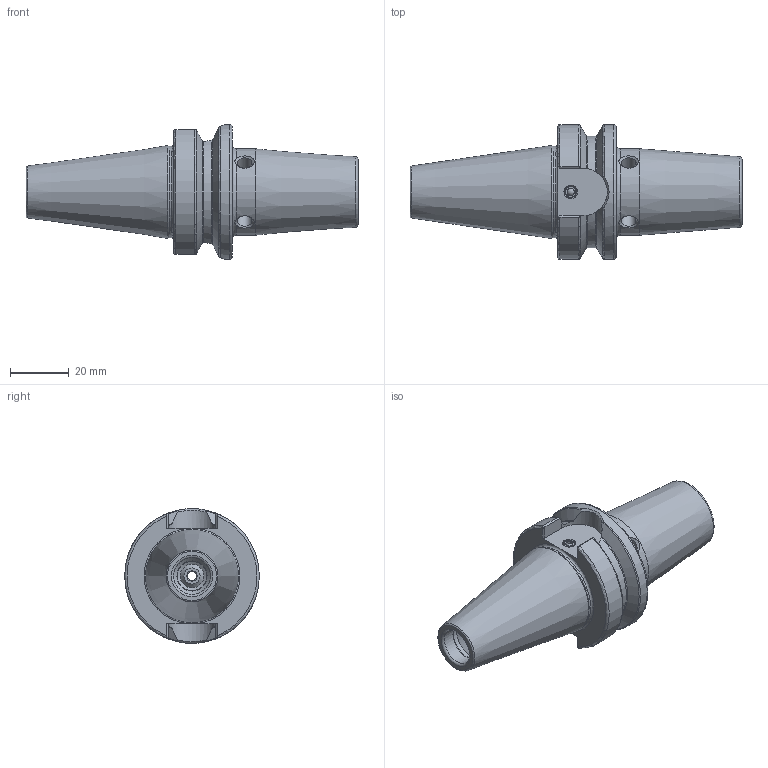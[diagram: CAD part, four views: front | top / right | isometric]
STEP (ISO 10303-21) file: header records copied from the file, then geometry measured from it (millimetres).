
FILE_DESCRIPTION(/* description */ (''),/* implementation_level */ '2;1');
FILE_NAME(/* name */ 'BT30-SF9.525-65K.stp',/* time_stamp */ '2023-12-08T08:19:02+08:00',/* author */ ('Administrator'),/* organization */ (''),/* preprocessor_version */ 'ST-DEVELOPER v18.1',/* originating_system */ 'Autodesk Inventor 2022',/* authorisation */ '');
FILE_SCHEMA (('AUTOMOTIVE_DESIGN { 1 0 10303 214 3 1 1 }'));
Length unit declared in the file: millimetre
Products named in the file (5): BT30-SF9.525-65K; BT30-SF9.525-65K_1; 螺钉 GB/T 77 M3 x 4; 螺钉 GB/T 77 M8 x 16; QD04
Assembly tree (6 placements, depth 2):
  BT30-SF9.525-65K
    BT30-SF9.525-65K_1
    螺钉 GB/T 77 M3 x 4  x2
    螺钉 GB/T 77 M8 x 16
    QD04  x2
Bounding box: 113.4 x 46 x 46 mm (x, y, z)
Volume: 68988.7 mm3; surface area: 19300 mm2
Topology: 8 solids, 8 shells, 190 faces, 473 edges, 298 vertices
Faces by surface type: cone 57, plane 56, cylinder 46, torus 17, bspline 10, sphere 4
Full cylindrical faces by diameter (mm): 2.5 x6, 3 x5, 4 x14, 5 x4, 7 x1, 8 x1, 9.525 x1, 10 x1, 10.3 x1, 10.525 x1, 12.5 x1, 13.1 x1, 29.5 x1, 31.15 x1, 46 x1
Entity records: 5832 total; most frequent: CARTESIAN_POINT 2050, ORIENTED_EDGE 774, DIRECTION 736, EDGE_CURVE 387, AXIS2_PLACEMENT_3D 299, VERTEX_POINT 249, EDGE_LOOP 170, FACE_OUTER_BOUND 153
